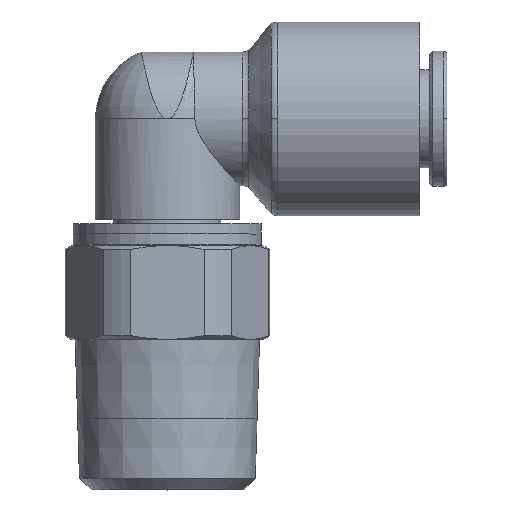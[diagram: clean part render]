
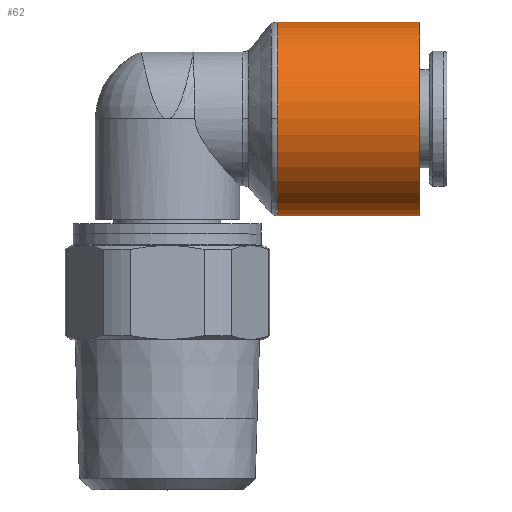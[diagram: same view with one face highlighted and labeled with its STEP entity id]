
A CAD part, top view. The second image highlights one B-rep face of the part: STEP entity #62.
In plain terms, the highlighted cylindrical face has radius 7.1 mm (diameter 14.2 mm), a partial arc.
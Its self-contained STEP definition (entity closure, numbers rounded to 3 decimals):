
#62=ADVANCED_FACE('',(#165),#166,.T.);
#165=FACE_OUTER_BOUND('',#346,.T.);
#166=CYLINDRICAL_SURFACE('',#347,7.1);
#346=EDGE_LOOP('',(#611,#612,#613,#614,#615));
#347=AXIS2_PLACEMENT_3D('',#616,#617,#618);
#611=ORIENTED_EDGE('',*,*,#1225,.F.);
#612=ORIENTED_EDGE('',*,*,#1226,.T.);
#613=ORIENTED_EDGE('',*,*,#1227,.T.);
#614=ORIENTED_EDGE('',*,*,#1228,.F.);
#615=ORIENTED_EDGE('',*,*,#1229,.F.);
#616=CARTESIAN_POINT('',(13.296,27.201,0.0));
#617=DIRECTION('',(1.0,0.0,0.0));
#618=DIRECTION('',(0.0,1.0,0.0));
#1225=EDGE_CURVE('',#1482,#1483,#1484,.T.);
#1226=EDGE_CURVE('',#1482,#1485,#1486,.T.);
#1227=EDGE_CURVE('',#1485,#1487,#1488,.T.);
#1228=EDGE_CURVE('',#1489,#1487,#1490,.T.);
#1229=EDGE_CURVE('',#1483,#1489,#1491,.T.);
#1482=VERTEX_POINT('',#2088);
#1483=VERTEX_POINT('',#2089);
#1484=LINE('',#2090,#2091);
#1485=VERTEX_POINT('',#2092);
#1486=CIRCLE('',#2093,7.1);
#1487=VERTEX_POINT('',#2094);
#1488=CIRCLE('',#2095,7.1);
#1489=VERTEX_POINT('',#2096);
#1490=LINE('',#2097,#2098);
#1491=CIRCLE('',#2099,7.1);
#2088=CARTESIAN_POINT('',(8.093,34.301,0.0));
#2089=CARTESIAN_POINT('',(18.5,34.301,0.0));
#2090=CARTESIAN_POINT('',(13.296,34.301,0.));
#2091=VECTOR('',#2932,1.0);
#2092=CARTESIAN_POINT('',(8.093,27.201,7.1));
#2093=AXIS2_PLACEMENT_3D('',#2933,#2934,#2935);
#2094=CARTESIAN_POINT('',(8.093,20.101,0.));
#2095=AXIS2_PLACEMENT_3D('',#2936,#2937,#2938);
#2096=CARTESIAN_POINT('',(18.5,20.101,0.));
#2097=CARTESIAN_POINT('',(13.296,20.101,0.));
#2098=VECTOR('',#2939,1.0);
#2099=AXIS2_PLACEMENT_3D('',#2940,#2941,#2942);
#2932=DIRECTION('',(1.0,0.0,0.0));
#2933=CARTESIAN_POINT('',(8.093,27.201,0.0));
#2934=DIRECTION('',(1.0,0.0,0.0));
#2935=DIRECTION('',(0.0,1.0,0.0));
#2936=CARTESIAN_POINT('',(8.093,27.201,0.0));
#2937=DIRECTION('',(1.0,0.0,0.0));
#2938=DIRECTION('',(0.0,1.0,0.0));
#2939=DIRECTION('',(-1.0,-0.0,-0.0));
#2940=CARTESIAN_POINT('',(18.5,27.201,0.0));
#2941=DIRECTION('',(1.0,0.0,0.0));
#2942=DIRECTION('',(0.0,1.0,0.0));
